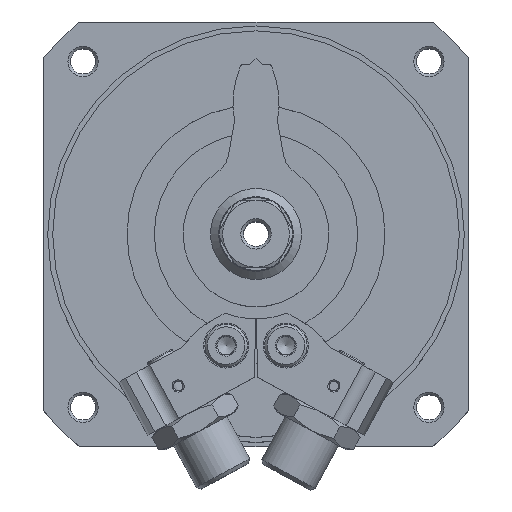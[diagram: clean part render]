
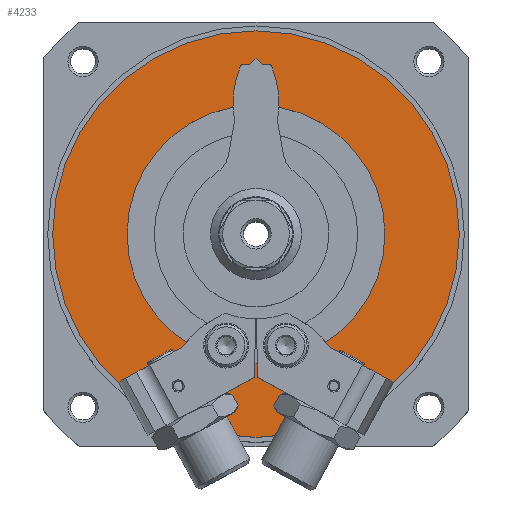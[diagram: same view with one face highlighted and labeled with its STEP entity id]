
A CAD part, top view. The second image highlights one B-rep face of the part: STEP entity #4233.
In plain terms, the highlighted face is planar.
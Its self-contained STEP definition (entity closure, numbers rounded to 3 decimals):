
#196=PLANE('',#4681);
#846=ORIENTED_EDGE('',*,*,#1893,.F.);
#847=ORIENTED_EDGE('',*,*,#1894,.T.);
#1893=EDGE_CURVE('',#2426,#2426,#2834,.T.);
#1894=EDGE_CURVE('',#2427,#2427,#2835,.T.);
#2426=VERTEX_POINT('',#6821);
#2427=VERTEX_POINT('',#6823);
#2834=CIRCLE('',#4682,33.5);
#2835=CIRCLE('',#4683,21.25);
#3144=EDGE_LOOP('',(#846));
#3145=EDGE_LOOP('',(#847));
#3649=FACE_BOUND('',#3144,.T.);
#3650=FACE_BOUND('',#3145,.T.);
#4233=ADVANCED_FACE('',(#3649,#3650),#196,.F.);
#4681=AXIS2_PLACEMENT_3D('',#6819,#5374,#5375);
#4682=AXIS2_PLACEMENT_3D('',#6820,#5376,#5377);
#4683=AXIS2_PLACEMENT_3D('',#6822,#5378,#5379);
#5374=DIRECTION('',(1.,0.,0.));
#5375=DIRECTION('',(0.,0.,-1.));
#5376=DIRECTION('',(1.,0.,0.));
#5377=DIRECTION('',(0.,0.,-1.));
#5378=DIRECTION('',(1.,0.,0.));
#5379=DIRECTION('',(0.,0.,-1.));
#6819=CARTESIAN_POINT('',(-39.1,0.,0.));
#6820=CARTESIAN_POINT('',(-39.1,0.,0.));
#6821=CARTESIAN_POINT('',(-39.1,0.,-33.5));
#6822=CARTESIAN_POINT('',(-39.1,0.,0.));
#6823=CARTESIAN_POINT('',(-39.1,0.,-21.25));
